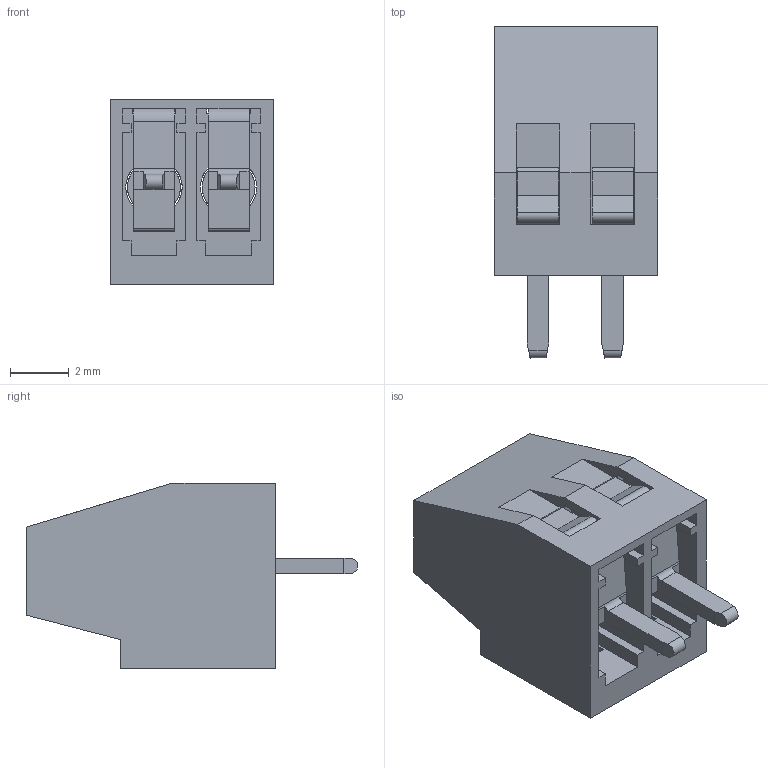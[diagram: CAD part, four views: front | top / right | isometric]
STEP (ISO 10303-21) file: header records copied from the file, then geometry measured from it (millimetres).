
FILE_DESCRIPTION (( 'STEP AP214' ), '1' );
FILE_NAME ('kit-2pos-screw-down-terminal.STEP', '2021-01-26T16:14:37', ( '' ), ( '' ), 'SwSTEP 2.0', 'SolidWorks 2020', '' );
FILE_SCHEMA (( 'AUTOMOTIVE_DESIGN' ));
Length unit declared in the file: millimetre
Products named in the file (1): kit-2pos-screw-down-terminal
Bounding box: 5.57 x 11.3 x 6.33 mm (x, y, z)
Volume: 160.7 mm3; surface area: 507.8 mm2
Topology: 1 solids, 1 shells, 169 faces, 525 edges, 348 vertices
Faces by surface type: plane 125, cylinder 38, torus 6
Entity records: 7736 total; most frequent: CARTESIAN_POINT 1210, ORIENTED_EDGE 1050, DIRECTION 943, EDGE_CURVE 525, VECTOR 413, LINE 413, VERTEX_POINT 348, AXIS2_PLACEMENT_3D 265
